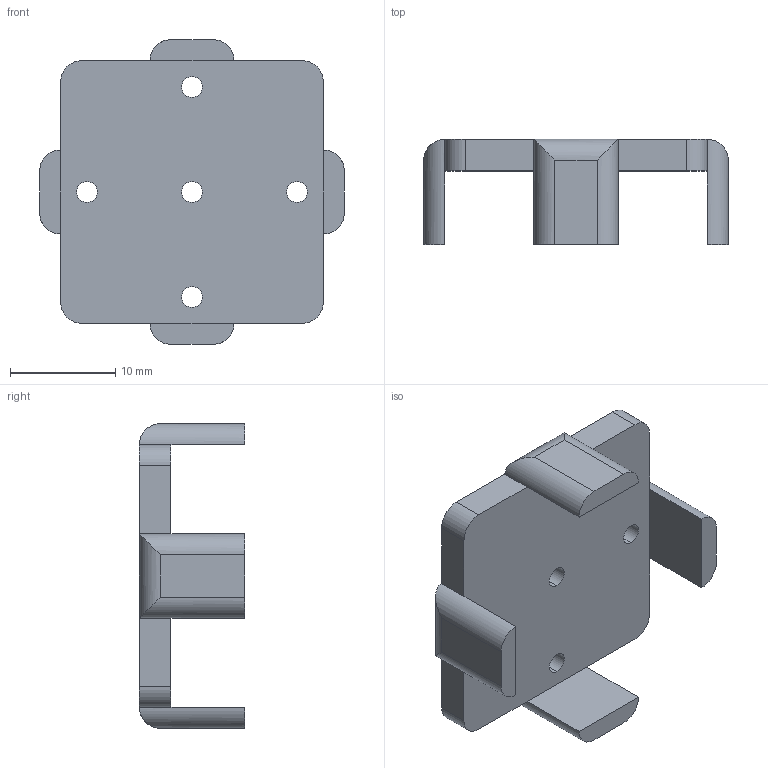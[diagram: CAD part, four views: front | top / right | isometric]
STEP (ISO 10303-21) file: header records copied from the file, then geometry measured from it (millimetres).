
FILE_DESCRIPTION (( 'STEP AP214' ), '1' );
FILE_NAME ('Calib cube Lid.STEP', '2022-10-28T10:50:59', ( '' ), ( '' ), 'SwSTEP 2.0', 'SolidWorks 2022', '' );
FILE_SCHEMA (( 'AUTOMOTIVE_DESIGN' ));
Length unit declared in the file: millimetre
Products named in the file (1): Calib cube Lid
Bounding box: 29 x 10 x 29 mm (x, y, z)
Volume: 2349.3 mm3; surface area: 2337.9 mm2
Topology: 1 solids, 1 shells, 101 faces, 266 edges, 172 vertices
Faces by surface type: plane 55, cylinder 26, bspline 20
Entity records: 4170 total; most frequent: CARTESIAN_POINT 1752, ORIENTED_EDGE 532, DIRECTION 418, EDGE_CURVE 266, VECTOR 182, LINE 182, VERTEX_POINT 172, AXIS2_PLACEMENT_3D 118
